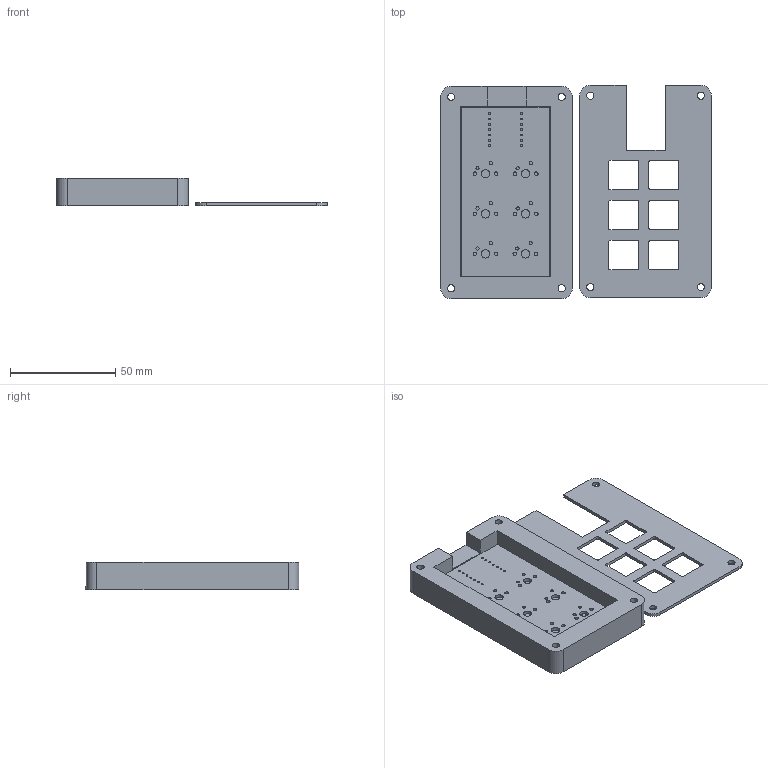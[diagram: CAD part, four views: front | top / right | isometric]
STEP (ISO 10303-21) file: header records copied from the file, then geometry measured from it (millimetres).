
FILE_DESCRIPTION(/* description */ (''),/* implementation_level */ '2;1');
FILE_NAME(/* name */ 'Mridul_Case_Updated.step',/* time_stamp */ '2025-12-06T14:42:57-05:00',/* author */ (''),/* organization */ (''),/* preprocessor_version */ 'ST-DEVELOPER v20.1',/* originating_system */ 'Autodesk Translation Framework v14.21.0.0',/* authorisation */ '');
FILE_SCHEMA (('AUTOMOTIVE_DESIGN { 1 0 10303 214 3 1 1 }'));
Length unit declared in the file: millimetre
Products named in the file (2): 2025-12-05-16-50-58-257; Hackpad_PCB
Assembly tree (1 placements, depth 2):
  2025-12-05-16-50-58-257
    Hackpad_PCB
Bounding box: 128.71 x 101.59 x 13 mm (x, y, z)
Volume: 56959.1 mm3; surface area: 36935.8 mm2
Topology: 3 solids, 3 shells, 146 faces, 408 edges, 272 vertices
Faces by surface type: cylinder 88, plane 58
Full cylindrical faces by diameter (mm): 0.889 x14, 1.5 x12, 1.7 x12, 3.4 x8, 4 x6, 6 x4
Entity records: 5060 total; most frequent: DIRECTION 882, CARTESIAN_POINT 829, ORIENTED_EDGE 816, EDGE_CURVE 408, AXIS2_PLACEMENT_3D 325, VERTEX_POINT 272, EDGE_LOOP 266, LINE 232
